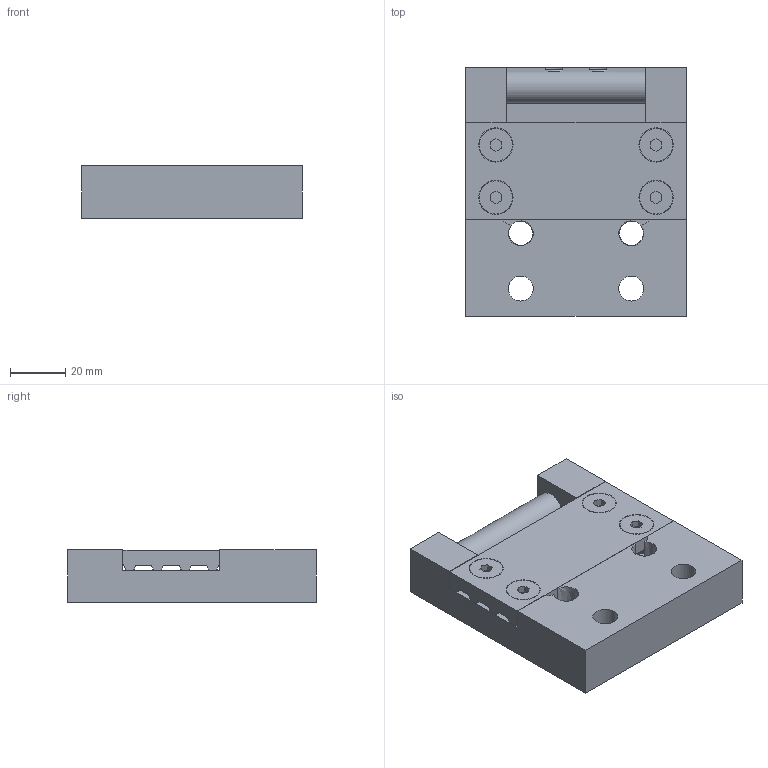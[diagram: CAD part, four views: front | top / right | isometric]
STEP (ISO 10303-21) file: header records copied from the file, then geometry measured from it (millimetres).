
FILE_DESCRIPTION((''),'2;1');
FILE_NAME('SL0199S.ipt.step','2007-09-10T15:13:29',(''),(''),'Autodesk Inventor 11','Autodesk Inventor 11','');
FILE_SCHEMA(('AUTOMOTIVE_DESIGN { 1 0 10303 214 1 1 1 1 }'));
Length unit declared in the file: millimetre
Products named in the file (1): SL0199S
Bounding box: 80 x 90 x 19 mm (x, y, z)
Volume: 111377 mm3; surface area: 33294.6 mm2
Topology: 2 solids, 2 shells, 152 faces, 392 edges, 262 vertices
Faces by surface type: plane 95, cylinder 35, bspline 20, torus 2
Full cylindrical faces by diameter (mm): 9.9 x2, 10 x2, 12 x4, 12.4 x4
Entity records: 4734 total; most frequent: CARTESIAN_POINT 1087, DIRECTION 726, ORIENTED_EDGE 708, EDGE_CURVE 354, VERTEX_POINT 254, VECTOR 244, LINE 244, AXIS2_PLACEMENT_3D 241
